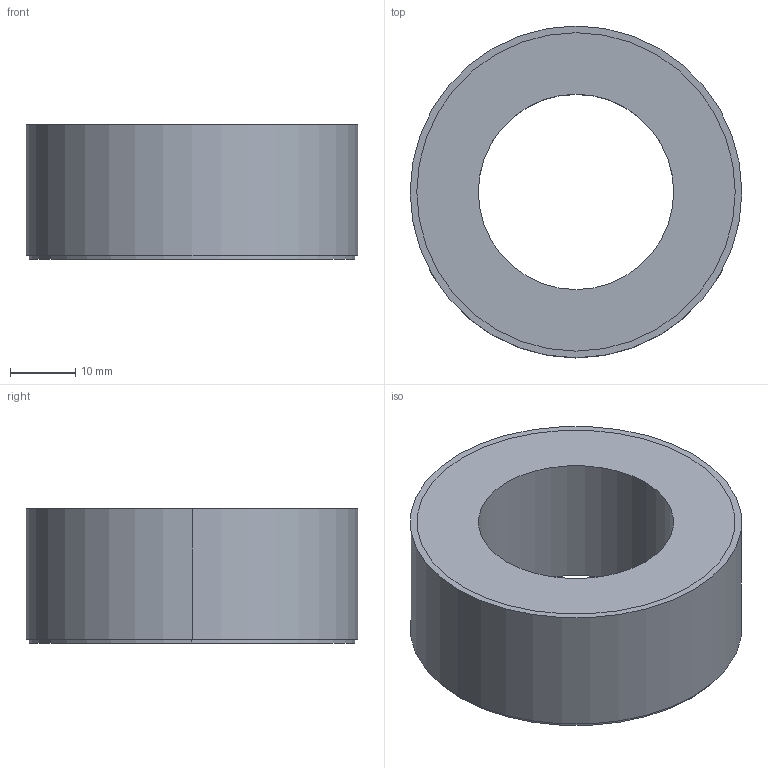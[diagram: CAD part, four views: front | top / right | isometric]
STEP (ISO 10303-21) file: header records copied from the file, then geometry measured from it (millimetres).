
FILE_DESCRIPTION (( 'STEP AP214' ), '1' );
FILE_NAME ('Magnetring_RMAX.STEP', '2014-12-05T13:15:23', ( ' ' ), ( ' ' ), 'SwSTEP 2.0', 'SolidWorks 2009', '' );
FILE_SCHEMA (( 'AUTOMOTIVE_DESIGN' ));
Length unit declared in the file: millimetre
Products named in the file (1): Magnetring_RMAX
Bounding box: 50.95 x 50.95 x 20.6 mm (x, y, z)
Volume: 27393.2 mm3; surface area: 14216.8 mm2
Topology: 2 solids, 2 shells, 15 faces, 30 edges, 20 vertices
Faces by surface type: cylinder 10, plane 5
Entity records: 620 total; most frequent: DIRECTION 82, CARTESIAN_POINT 66, ORIENTED_EDGE 60, AXIS2_PLACEMENT_3D 36, EDGE_CURVE 30, EDGE_LOOP 20, VERTEX_POINT 20, CIRCLE 20
